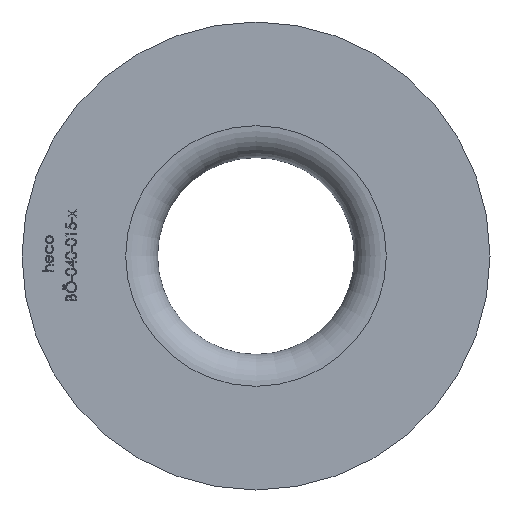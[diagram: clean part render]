
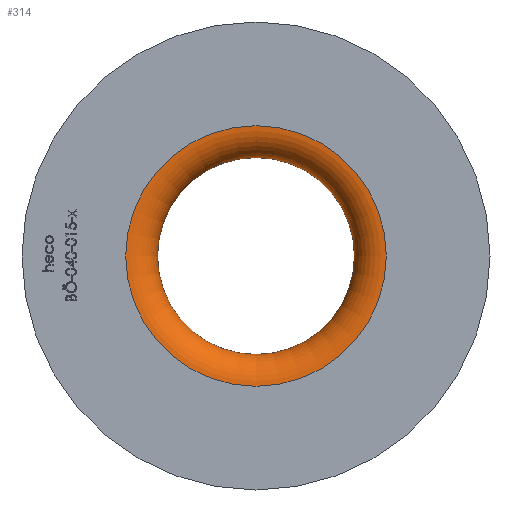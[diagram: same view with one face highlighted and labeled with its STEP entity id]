
A CAD part, left-side view. The second image highlights one B-rep face of the part: STEP entity #314.
In plain terms, the highlighted toroidal (fillet/blend) face has major radius 24.5 mm and minor radius 6 mm.
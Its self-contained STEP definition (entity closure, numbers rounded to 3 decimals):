
#314 = ADVANCED_FACE ( 'NONE', ( #675, #14076 ), #9628, .T. ) ;
#675 = FACE_OUTER_BOUND ( 'NONE', #8127, .T. ) ;
#1130 = VERTEX_POINT ( 'NONE', #7821 ) ;
#1268 = EDGE_CURVE ( 'NONE', #9569, #9569, #8395, .T. ) ;
#1534 = DIRECTION ( 'NONE',  ( -1., 0., 0. ) ) ;
#1817 = EDGE_CURVE ( 'NONE', #1130, #1130, #10938, .T. ) ;
#1860 = DIRECTION ( 'NONE',  ( -1., 0., 0. ) ) ;
#2559 = DIRECTION ( 'NONE',  ( 0., 0., 1. ) ) ;
#3567 = DIRECTION ( 'NONE',  ( 0., 0., 1. ) ) ;
#3944 = AXIS2_PLACEMENT_3D ( 'NONE', #11572, #1534, #2559 ) ;
#4381 = ORIENTED_EDGE ( 'NONE', *, *, #1817, .T. ) ;
#5457 = AXIS2_PLACEMENT_3D ( 'NONE', #11892, #1860, #10780 ) ;
#7821 = CARTESIAN_POINT ( 'NONE',  ( 0., 0., 24.5 ) ) ;
#8127 = EDGE_LOOP ( 'NONE', ( #8741 ) ) ;
#8395 = CIRCLE ( 'NONE', #3944, 18.5 ) ;
#8626 = AXIS2_PLACEMENT_3D ( 'NONE', #10162, #13588, #3567 ) ;
#8741 = ORIENTED_EDGE ( 'NONE', *, *, #1268, .F. ) ;
#9569 = VERTEX_POINT ( 'NONE', #14460 ) ;
#9628 = TOROIDAL_SURFACE ( 'NONE', #5457, 24.5, 6. ) ;
#9673 = EDGE_LOOP ( 'NONE', ( #4381 ) ) ;
#10162 = CARTESIAN_POINT ( 'NONE',  ( 0., 0., 0. ) ) ;
#10780 = DIRECTION ( 'NONE',  ( 0., 0., 1. ) ) ;
#10938 = CIRCLE ( 'NONE', #8626, 24.5 ) ;
#11572 = CARTESIAN_POINT ( 'NONE',  ( 6., 0., 0. ) ) ;
#11892 = CARTESIAN_POINT ( 'NONE',  ( 6., 0., 0. ) ) ;
#13588 = DIRECTION ( 'NONE',  ( -1., 0., 0. ) ) ;
#14076 = FACE_OUTER_BOUND ( 'NONE', #9673, .T. ) ;
#14460 = CARTESIAN_POINT ( 'NONE',  ( 6., 0., 18.5 ) ) ;
